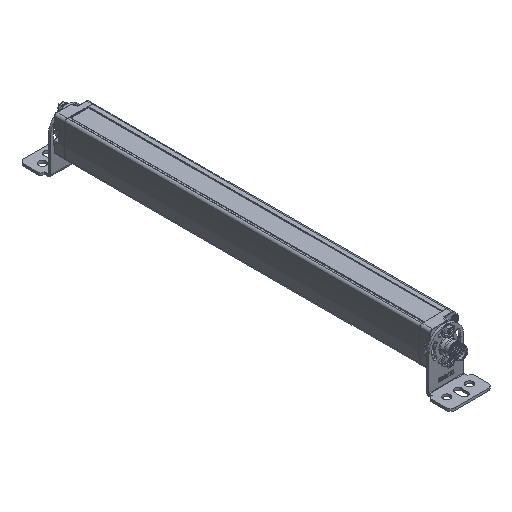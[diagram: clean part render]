
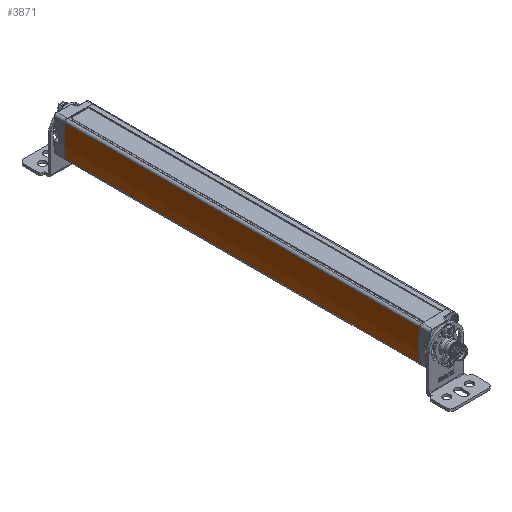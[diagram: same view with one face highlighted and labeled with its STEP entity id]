
A CAD part, isometric view. The second image highlights one B-rep face of the part: STEP entity #3871.
In plain terms, the highlighted cylindrical face has radius 172 mm (diameter 344 mm), a partial arc.
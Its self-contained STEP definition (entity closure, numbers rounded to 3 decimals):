
#39=CARTESIAN_POINT('',(157.9,-172.5,0.));
#40=DIRECTION('',(0.,1.,0.));
#41=DIRECTION('',(-0.996,0.,-0.088));
#42=AXIS2_PLACEMENT_3D('',#39,#40,#41);
#790=CARTESIAN_POINT('',(157.9,172.5,0.));
#791=DIRECTION('',(0.,1.,0.));
#792=DIRECTION('',(-0.996,0.,-0.088));
#793=AXIS2_PLACEMENT_3D('',#790,#791,#792);
#1472=DIRECTION('',(0.,1.,0.));
#1473=VECTOR('',#1472,345.);
#1474=CARTESIAN_POINT('',(-13.426,-172.5,15.212));
#1475=LINE('',#1474,#1473);
#1476=DIRECTION('',(0.,1.,0.));
#1477=VECTOR('',#1476,345.);
#1478=CARTESIAN_POINT('',(-13.426,-172.5,-15.212));
#1479=LINE('',#1478,#1477);
#1493=CARTESIAN_POINT('',(-13.426,-172.5,-15.212));
#1495=VERTEX_POINT('',#1493);
#1496=CARTESIAN_POINT('',(-13.426,-172.5,15.212));
#1497=VERTEX_POINT('',#1496);
#1513=CARTESIAN_POINT('',(-13.426,172.5,-15.212));
#1515=VERTEX_POINT('',#1513);
#1516=CARTESIAN_POINT('',(-13.426,172.5,15.212));
#1517=VERTEX_POINT('',#1516);
#3859=CARTESIAN_POINT('',(157.9,-172.5,0.));
#3860=DIRECTION('',(0.,1.,0.));
#3861=DIRECTION('',(1.,0.,0.));
#3862=AXIS2_PLACEMENT_3D('',#3859,#3860,#3861);
#3863=CYLINDRICAL_SURFACE('',#3862,172.);
#3864=ORIENTED_EDGE('',*,*,#1965,.F.);
#3866=ORIENTED_EDGE('',*,*,#3865,.T.);
#3867=ORIENTED_EDGE('',*,*,#2473,.T.);
#3868=ORIENTED_EDGE('',*,*,#3852,.F.);
#3869=EDGE_LOOP('',(#3864,#3866,#3867,#3868));
#3870=FACE_OUTER_BOUND('',#3869,.F.);
#3871=ADVANCED_FACE('',(#3870),#3863,.T.);
#43=CIRCLE('',#42,172.);
#794=CIRCLE('',#793,172.);
#1965=EDGE_CURVE('',#1495,#1497,#43,.T.);
#2473=EDGE_CURVE('',#1515,#1517,#794,.T.);
#3852=EDGE_CURVE('',#1497,#1517,#1475,.T.);
#3865=EDGE_CURVE('',#1495,#1515,#1479,.T.);
